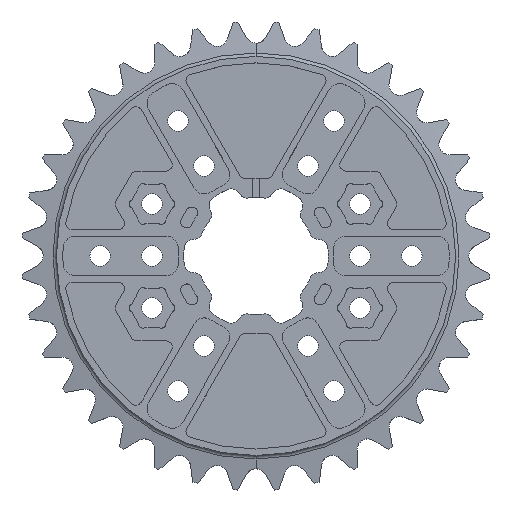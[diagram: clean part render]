
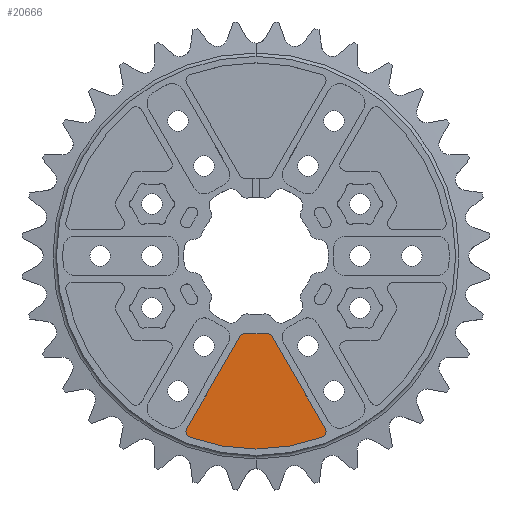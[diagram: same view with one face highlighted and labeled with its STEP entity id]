
A CAD part, top view. The second image highlights one B-rep face of the part: STEP entity #20666.
In plain terms, the highlighted planar face has unit normal (0, 0, 1).
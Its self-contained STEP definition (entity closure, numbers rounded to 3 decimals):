
#10 = AXIS2_PLACEMENT_3D ( 'NONE', #22668, #5188, #14986 ) ;
#365 = DIRECTION ( 'NONE',  ( 1., 0., 0. ) ) ;
#376 = CIRCLE ( 'NONE', #20392, 1.55 ) ;
#471 = DIRECTION ( 'NONE',  ( 0., 0., 1. ) ) ;
#1206 = CIRCLE ( 'NONE', #13811, 47.185 ) ;
#1292 = AXIS2_PLACEMENT_3D ( 'NONE', #16773, #11031, #14487 ) ;
#1329 = CARTESIAN_POINT ( 'NONE',  ( 3.945, -19.66, 1.587 ) ) ;
#1378 = AXIS2_PLACEMENT_3D ( 'NONE', #19729, #471, #2138 ) ;
#1654 = AXIS2_PLACEMENT_3D ( 'NONE', #23211, #5724, #365 ) ;
#1822 = AXIS2_PLACEMENT_3D ( 'NONE', #15831, #6131, #13922 ) ;
#1925 = EDGE_LOOP ( 'NONE', ( #2646, #5974, #8571, #2792, #16607, #13099, #14539, #14934, #9523 ) ) ;
#2138 = DIRECTION ( 'NONE',  ( 1., 0., 0. ) ) ;
#2646 = ORIENTED_EDGE ( 'NONE', *, *, #22352, .T. ) ;
#2792 = ORIENTED_EDGE ( 'NONE', *, *, #24620, .T. ) ;
#2989 = CARTESIAN_POINT ( 'NONE',  ( 15.571, -42.896, 1.587 ) ) ;
#3164 = CARTESIAN_POINT ( 'NONE',  ( 3.415, -18.741, 1.587 ) ) ;
#3828 = VERTEX_POINT ( 'NONE', #10002 ) ;
#5188 = DIRECTION ( 'NONE',  ( 0., 0., 1. ) ) ;
#5665 = AXIS2_PLACEMENT_3D ( 'NONE', #7891, #5973, #21542 ) ;
#5724 = DIRECTION ( 'NONE',  ( 0., 0., -1. ) ) ;
#5973 = DIRECTION ( 'NONE',  ( 0., 0., 1. ) ) ;
#5974 = ORIENTED_EDGE ( 'NONE', *, *, #6821, .T. ) ;
#6131 = DIRECTION ( 'NONE',  ( 0., 0., 1. ) ) ;
#6821 = EDGE_CURVE ( 'NONE', #12500, #7426, #12286, .T. ) ;
#7325 = CIRCLE ( 'NONE', #1654, 19.05 ) ;
#7426 = VERTEX_POINT ( 'NONE', #8400 ) ;
#7891 = CARTESIAN_POINT ( 'NONE',  ( -15.571, -42.896, 1.587 ) ) ;
#8349 = DIRECTION ( 'NONE',  ( 0., 0., 1. ) ) ;
#8400 = CARTESIAN_POINT ( 'NONE',  ( 2.407, -18.897, 1.587 ) ) ;
#8571 = ORIENTED_EDGE ( 'NONE', *, *, #22118, .T. ) ;
#8661 = CARTESIAN_POINT ( 'NONE',  ( -3.415, -18.741, 1.587 ) ) ;
#8883 = VERTEX_POINT ( 'NONE', #11108 ) ;
#9523 = ORIENTED_EDGE ( 'NONE', *, *, #20804, .T. ) ;
#10002 = CARTESIAN_POINT ( 'NONE',  ( -16.099, -44.353, 1.587 ) ) ;
#10819 = VERTEX_POINT ( 'NONE', #15523 ) ;
#10933 = EDGE_CURVE ( 'NONE', #24547, #16904, #21751, .T. ) ;
#11031 = DIRECTION ( 'NONE',  ( 0., 0., 1. ) ) ;
#11108 = CARTESIAN_POINT ( 'NONE',  ( 16.913, -42.121, 1.587 ) ) ;
#11576 = EDGE_CURVE ( 'NONE', #17721, #10819, #12378, .T. ) ;
#11803 = CARTESIAN_POINT ( 'NONE',  ( 0., 0., 1.587 ) ) ;
#12233 = VECTOR ( 'NONE', #20767, 1000. ) ;
#12286 = CIRCLE ( 'NONE', #1292, 1.55 ) ;
#12378 = LINE ( 'NONE', #8661, #16472 ) ;
#12500 = VERTEX_POINT ( 'NONE', #1329 ) ;
#13099 = ORIENTED_EDGE ( 'NONE', *, *, #21224, .T. ) ;
#13811 = AXIS2_PLACEMENT_3D ( 'NONE', #11803, #19586, #17683 ) ;
#13922 = DIRECTION ( 'NONE',  ( 1., 0., 0. ) ) ;
#14025 = DIRECTION ( 'NONE',  ( -0.5, -0.866, 0. ) ) ;
#14396 = CARTESIAN_POINT ( 'NONE',  ( -3.945, -19.66, 1.587 ) ) ;
#14487 = DIRECTION ( 'NONE',  ( 1., 0., 0. ) ) ;
#14539 = ORIENTED_EDGE ( 'NONE', *, *, #16011, .T. ) ;
#14878 = FACE_OUTER_BOUND ( 'NONE', #1925, .T. ) ;
#14934 = ORIENTED_EDGE ( 'NONE', *, *, #10933, .T. ) ;
#14986 = DIRECTION ( 'NONE',  ( 1., 0., 0. ) ) ;
#15523 = CARTESIAN_POINT ( 'NONE',  ( -16.913, -42.121, 1.587 ) ) ;
#15831 = CARTESIAN_POINT ( 'NONE',  ( -2.603, -20.435, 1.587 ) ) ;
#16011 = EDGE_CURVE ( 'NONE', #3828, #24547, #1206, .T. ) ;
#16472 = VECTOR ( 'NONE', #14025, 1000. ) ;
#16607 = ORIENTED_EDGE ( 'NONE', *, *, #11576, .T. ) ;
#16773 = CARTESIAN_POINT ( 'NONE',  ( 2.603, -20.435, 1.587 ) ) ;
#16904 = VERTEX_POINT ( 'NONE', #19471 ) ;
#17680 = VERTEX_POINT ( 'NONE', #22061 ) ;
#17683 = DIRECTION ( 'NONE',  ( 1., 0., 0. ) ) ;
#17721 = VERTEX_POINT ( 'NONE', #14396 ) ;
#19471 = CARTESIAN_POINT ( 'NONE',  ( 17.121, -42.896, 1.587 ) ) ;
#19586 = DIRECTION ( 'NONE',  ( 0., 0., 1. ) ) ;
#19729 = CARTESIAN_POINT ( 'NONE',  ( 15.571, -42.896, 1.587 ) ) ;
#20053 = CARTESIAN_POINT ( 'NONE',  ( 16.099, -44.353, 1.587 ) ) ;
#20347 = CIRCLE ( 'NONE', #5665, 1.55 ) ;
#20392 = AXIS2_PLACEMENT_3D ( 'NONE', #2989, #8349, #22008 ) ;
#20666 = ADVANCED_FACE ( 'NONE', ( #14878 ), #24584, .T. ) ;
#20767 = DIRECTION ( 'NONE',  ( -0.5, 0.866, 0. ) ) ;
#20804 = EDGE_CURVE ( 'NONE', #16904, #8883, #376, .T. ) ;
#21224 = EDGE_CURVE ( 'NONE', #10819, #3828, #20347, .T. ) ;
#21542 = DIRECTION ( 'NONE',  ( 1., 0., 0. ) ) ;
#21751 = CIRCLE ( 'NONE', #1378, 1.55 ) ;
#22008 = DIRECTION ( 'NONE',  ( 1., 0., 0. ) ) ;
#22061 = CARTESIAN_POINT ( 'NONE',  ( -2.407, -18.897, 1.587 ) ) ;
#22118 = EDGE_CURVE ( 'NONE', #7426, #17680, #7325, .T. ) ;
#22352 = EDGE_CURVE ( 'NONE', #8883, #12500, #24847, .T. ) ;
#22668 = CARTESIAN_POINT ( 'NONE',  ( 0., 0., 1.587 ) ) ;
#23211 = CARTESIAN_POINT ( 'NONE',  ( 0., 0., 1.587 ) ) ;
#24236 = CIRCLE ( 'NONE', #1822, 1.55 ) ;
#24547 = VERTEX_POINT ( 'NONE', #20053 ) ;
#24584 = PLANE ( 'NONE',  #10 ) ;
#24620 = EDGE_CURVE ( 'NONE', #17680, #17721, #24236, .T. ) ;
#24847 = LINE ( 'NONE', #3164, #12233 ) ;
